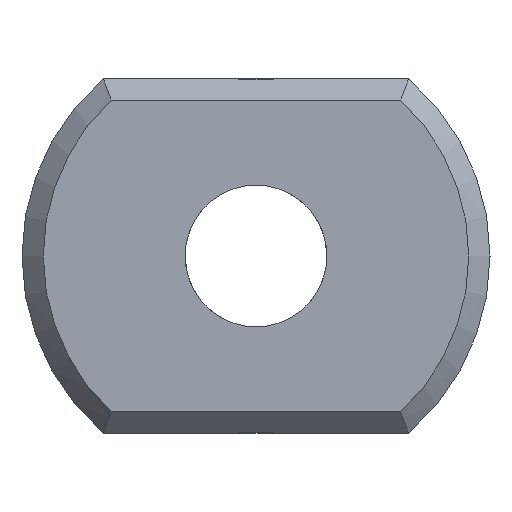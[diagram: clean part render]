
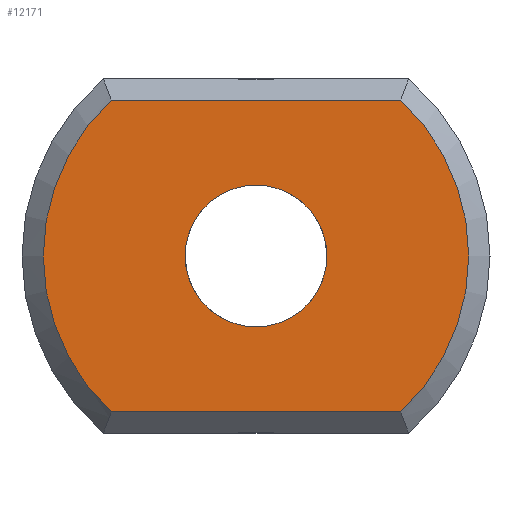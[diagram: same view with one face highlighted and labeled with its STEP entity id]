
A CAD part, left-side view. The second image highlights one B-rep face of the part: STEP entity #12171.
In plain terms, the highlighted planar face has unit normal (-1, 0, 0).
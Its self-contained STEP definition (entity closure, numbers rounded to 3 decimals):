
#3057 = VERTEX_POINT('',#3058);
#3058 = CARTESIAN_POINT('',(0.,-2.04,2.2));
#3067 = VERTEX_POINT('',#3068);
#3068 = CARTESIAN_POINT('',(0.,-2.04,-2.2));
#3075 = EDGE_CURVE('',#3057,#3067,#3076,.T.);
#3076 = CIRCLE('',#3077,3.);
#3077 = AXIS2_PLACEMENT_3D('',#3078,#3079,#3080);
#3078 = CARTESIAN_POINT('',(0.,0.,0.));
#3079 = DIRECTION('',(1.,0.,0.));
#3080 = DIRECTION('',(0.,-0.653,0.758)
  );
#3264 = VERTEX_POINT('',#3265);
#3265 = CARTESIAN_POINT('',(0.,2.04,2.2));
#3272 = EDGE_CURVE('',#3057,#3264,#3273,.T.);
#3273 = LINE('',#3274,#3275);
#3274 = CARTESIAN_POINT('',(0.,-2.154,2.2));
#3275 = VECTOR('',#3276,1.);
#3276 = DIRECTION('',(0.,1.,0.));
#12171 = ADVANCED_FACE('',(#12172,#12191),#12202,.F.);
#12172 = FACE_BOUND('',#12173,.F.);
#12173 = EDGE_LOOP('',(#12174,#12183,#12184,#12185));
#12174 = ORIENTED_EDGE('',*,*,#12175,.T.);
#12175 = EDGE_CURVE('',#12176,#3264,#12178,.T.);
#12176 = VERTEX_POINT('',#12177);
#12177 = CARTESIAN_POINT('',(0.,2.04,-2.2));
#12178 = CIRCLE('',#12179,3.);
#12179 = AXIS2_PLACEMENT_3D('',#12180,#12181,#12182);
#12180 = CARTESIAN_POINT('',(0.,0.,0.));
#12181 = DIRECTION('',(1.,0.,0.));
#12182 = DIRECTION('',(0.,0.653,-0.758)
  );
#12183 = ORIENTED_EDGE('',*,*,#3272,.F.);
#12184 = ORIENTED_EDGE('',*,*,#3075,.T.);
#12185 = ORIENTED_EDGE('',*,*,#12186,.T.);
#12186 = EDGE_CURVE('',#3067,#12176,#12187,.T.);
#12187 = LINE('',#12188,#12189);
#12188 = CARTESIAN_POINT('',(0.,-2.154,-2.2));
#12189 = VECTOR('',#12190,1.);
#12190 = DIRECTION('',(0.,1.,0.));
#12191 = FACE_BOUND('',#12192,.T.);
#12192 = EDGE_LOOP('',(#12193));
#12193 = ORIENTED_EDGE('',*,*,#12194,.T.);
#12194 = EDGE_CURVE('',#12195,#12195,#12197,.T.);
#12195 = VERTEX_POINT('',#12196);
#12196 = CARTESIAN_POINT('',(0.,1.,0.)
  );
#12197 = CIRCLE('',#12198,1.);
#12198 = AXIS2_PLACEMENT_3D('',#12199,#12200,#12201);
#12199 = CARTESIAN_POINT('',(0.,0.,0.));
#12200 = DIRECTION('',(1.,0.,0.));
#12201 = DIRECTION('',(0.,1.,0.));
#12202 = PLANE('',#12203);
#12203 = AXIS2_PLACEMENT_3D('',#12204,#12205,#12206);
#12204 = CARTESIAN_POINT('',(0.,0.,0.));
#12205 = DIRECTION('',(1.,0.,0.));
#12206 = DIRECTION('',(0.,0.,1.));
